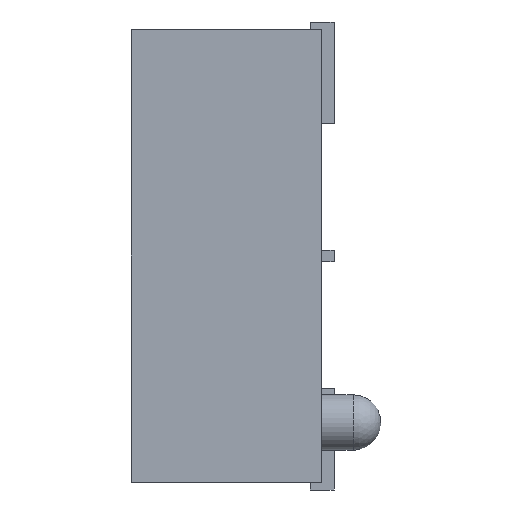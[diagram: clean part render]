
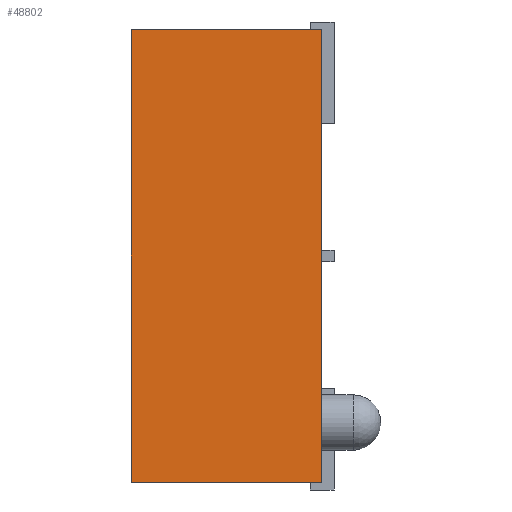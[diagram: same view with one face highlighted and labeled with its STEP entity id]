
A CAD part, left-side view. The second image highlights one B-rep face of the part: STEP entity #48802.
In plain terms, the highlighted planar face has unit normal (-1, 0, 0).
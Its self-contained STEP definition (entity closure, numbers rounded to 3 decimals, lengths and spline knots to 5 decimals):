
#1701=ORIENTED_EDGE('',*,*,#15930,.T.);
#1702=ORIENTED_EDGE('',*,*,#16384,.F.);
#1703=ORIENTED_EDGE('',*,*,#16373,.F.);
#1704=ORIENTED_EDGE('',*,*,#16379,.T.);
#15930=EDGE_CURVE('',#23306,#23305,#28221,.T.);
#16373=EDGE_CURVE('',#23687,#23688,#28664,.T.);
#16379=EDGE_CURVE('',#23687,#23306,#28670,.T.);
#16384=EDGE_CURVE('',#23688,#23305,#28675,.T.);
#23305=VERTEX_POINT('',#67899);
#23306=VERTEX_POINT('',#67901);
#23687=VERTEX_POINT('',#68726);
#23688=VERTEX_POINT('',#68728);
#28221=LINE('',#67900,#35096);
#28664=LINE('',#68727,#35539);
#28670=LINE('',#68738,#35545);
#28675=LINE('',#68745,#35550);
#35096=VECTOR('',#54686,39.37008);
#35539=VECTOR('',#55133,39.37008);
#35545=VECTOR('',#55141,39.37008);
#35550=VECTOR('',#55150,39.37008);
#41609=EDGE_LOOP('',(#1701,#1702,#1703,#1704));
#44096=FACE_BOUND('',#41609,.T.);
#46578=PLANE('',#51330);
#48802=ADVANCED_FACE('',(#44096),#46578,.F.);
#51330=AXIS2_PLACEMENT_3D('',#68744,#55148,#55149);
#54686=DIRECTION('',(0.,0.,1.));
#55133=DIRECTION('',(0.,0.,1.));
#55141=DIRECTION('',(0.,-1.,0.));
#55148=DIRECTION('',(1.,0.,0.));
#55149=DIRECTION('',(0.,0.,-1.));
#55150=DIRECTION('',(0.,-1.,0.));
#67899=CARTESIAN_POINT('',(-0.81325,0.,0.1425));
#67900=CARTESIAN_POINT('',(-0.81325,0.,-0.1425));
#67901=CARTESIAN_POINT('',(-0.81325,0.,-0.1425));
#68726=CARTESIAN_POINT('',(-0.81325,0.12,-0.1425));
#68727=CARTESIAN_POINT('',(-0.81325,0.12,-0.1425));
#68728=CARTESIAN_POINT('',(-0.81325,0.12,0.1425));
#68738=CARTESIAN_POINT('',(-0.81325,0.12,-0.1425));
#68744=CARTESIAN_POINT('',(-0.81325,0.12,-0.1425));
#68745=CARTESIAN_POINT('',(-0.81325,0.12,0.1425));
